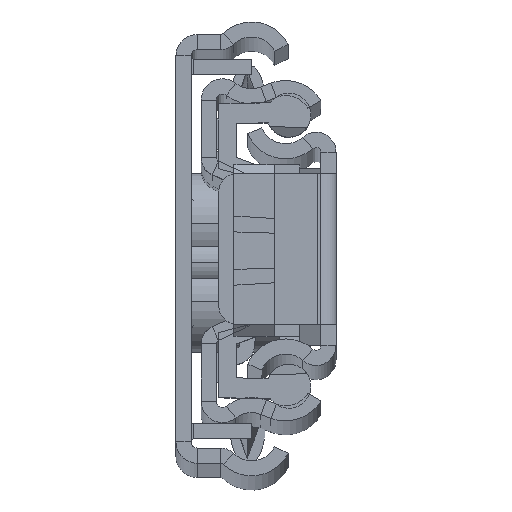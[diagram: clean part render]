
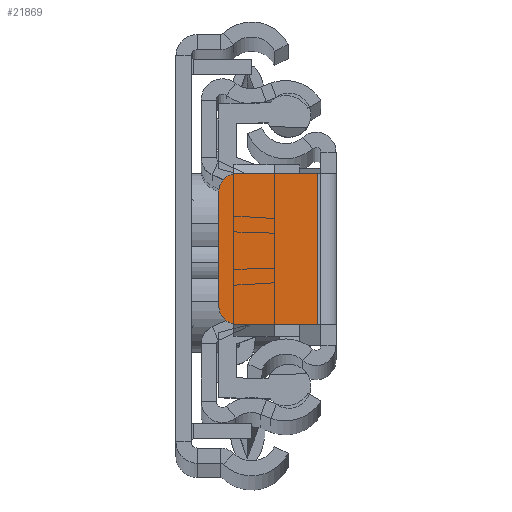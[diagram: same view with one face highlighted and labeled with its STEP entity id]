
A CAD part, top view. The second image highlights one B-rep face of the part: STEP entity #21869.
In plain terms, the highlighted planar face has unit normal (0, 0, 1).
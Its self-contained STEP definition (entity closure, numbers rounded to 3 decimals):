
#11 = AXIS2_PLACEMENT_3D ( 'NONE', #615, #7273, #402 ) ;
#176 = FACE_OUTER_BOUND ( 'NONE', #5696, .T. ) ;
#302 = ORIENTED_EDGE ( 'NONE', *, *, #3989, .T. ) ;
#402 = DIRECTION ( 'NONE',  ( -1., 0., 0. ) ) ;
#615 = CARTESIAN_POINT ( 'NONE',  ( -7.8, 4.5, 0. ) ) ;
#703 = LINE ( 'NONE', #16527, #8960 ) ;
#811 = DIRECTION ( 'NONE',  ( 1., 0., 0. ) ) ;
#868 = EDGE_CURVE ( 'NONE', #15304, #3682, #19478, .T. ) ;
#1207 = CARTESIAN_POINT ( 'NONE',  ( -9.3, 4.5, 0. ) ) ;
#1697 = LINE ( 'NONE', #15369, #10192 ) ;
#2893 = VERTEX_POINT ( 'NONE', #18171 ) ;
#3165 = ORIENTED_EDGE ( 'NONE', *, *, #8776, .T. ) ;
#3682 = VERTEX_POINT ( 'NONE', #1207 ) ;
#3790 = DIRECTION ( 'NONE',  ( 0., 0., -1. ) ) ;
#3981 = CIRCLE ( 'NONE', #4328, 1.5 ) ;
#3989 = EDGE_CURVE ( 'NONE', #4725, #17048, #3981, .T. ) ;
#4265 = VERTEX_POINT ( 'NONE', #9869 ) ;
#4328 = AXIS2_PLACEMENT_3D ( 'NONE', #10680, #15766, #9082 ) ;
#4725 = VERTEX_POINT ( 'NONE', #8894 ) ;
#4922 = CARTESIAN_POINT ( 'NONE',  ( 0., 6., 0. ) ) ;
#5079 = DIRECTION ( 'NONE',  ( 0., -1., 0. ) ) ;
#5371 = DIRECTION ( 'NONE',  ( 0., -1., 0. ) ) ;
#5620 = EDGE_CURVE ( 'NONE', #3682, #4725, #22190, .T. ) ;
#5636 = EDGE_CURVE ( 'NONE', #2893, #15304, #14051, .T. ) ;
#5696 = EDGE_LOOP ( 'NONE', ( #12113, #302, #3165, #8713, #7719, #7088 ) ) ;
#6297 = VECTOR ( 'NONE', #5371, 1000. ) ;
#7088 = ORIENTED_EDGE ( 'NONE', *, *, #868, .T. ) ;
#7273 = DIRECTION ( 'NONE',  ( 0., 0., 1. ) ) ;
#7719 = ORIENTED_EDGE ( 'NONE', *, *, #5636, .T. ) ;
#8713 = ORIENTED_EDGE ( 'NONE', *, *, #12669, .F. ) ;
#8776 = EDGE_CURVE ( 'NONE', #17048, #4265, #703, .T. ) ;
#8894 = CARTESIAN_POINT ( 'NONE',  ( -9.3, -4.5, 0. ) ) ;
#8960 = VECTOR ( 'NONE', #811, 1000. ) ;
#9082 = DIRECTION ( 'NONE',  ( -1., 0., 0. ) ) ;
#9157 = CARTESIAN_POINT ( 'NONE',  ( -7.8, 6., 0. ) ) ;
#9869 = CARTESIAN_POINT ( 'NONE',  ( -1.45, -6., 0. ) ) ;
#10192 = VECTOR ( 'NONE', #5079, 1000. ) ;
#10680 = CARTESIAN_POINT ( 'NONE',  ( -7.8, -4.5, 0. ) ) ;
#12113 = ORIENTED_EDGE ( 'NONE', *, *, #5620, .T. ) ;
#12669 = EDGE_CURVE ( 'NONE', #2893, #4265, #1697, .T. ) ;
#13211 = CARTESIAN_POINT ( 'NONE',  ( -7.8, -6., 0. ) ) ;
#13344 = AXIS2_PLACEMENT_3D ( 'NONE', #20845, #3790, #15757 ) ;
#13609 = DIRECTION ( 'NONE',  ( -1., 0., 0. ) ) ;
#14051 = LINE ( 'NONE', #4922, #18916 ) ;
#15304 = VERTEX_POINT ( 'NONE', #9157 ) ;
#15369 = CARTESIAN_POINT ( 'NONE',  ( -1.45, -6., 0. ) ) ;
#15757 = DIRECTION ( 'NONE',  ( -1., 0., 0. ) ) ;
#15766 = DIRECTION ( 'NONE',  ( 0., 0., 1. ) ) ;
#16527 = CARTESIAN_POINT ( 'NONE',  ( 0., -6., 0. ) ) ;
#17048 = VERTEX_POINT ( 'NONE', #13211 ) ;
#17560 = PLANE ( 'NONE',  #13344 ) ;
#18171 = CARTESIAN_POINT ( 'NONE',  ( -1.45, 6., 0. ) ) ;
#18916 = VECTOR ( 'NONE', #13609, 1000. ) ;
#19031 = CARTESIAN_POINT ( 'NONE',  ( -9.3, 0., 0. ) ) ;
#19478 = CIRCLE ( 'NONE', #11, 1.5 ) ;
#20845 = CARTESIAN_POINT ( 'NONE',  ( 0., 0., 0. ) ) ;
#21869 = ADVANCED_FACE ( 'NONE', ( #176 ), #17560, .F. ) ;
#22190 = LINE ( 'NONE', #19031, #6297 ) ;
